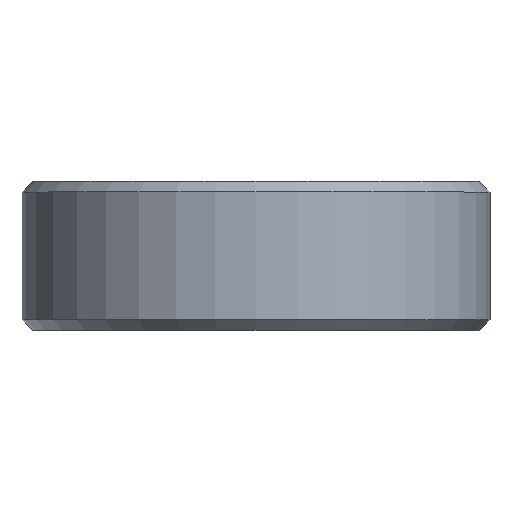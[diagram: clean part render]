
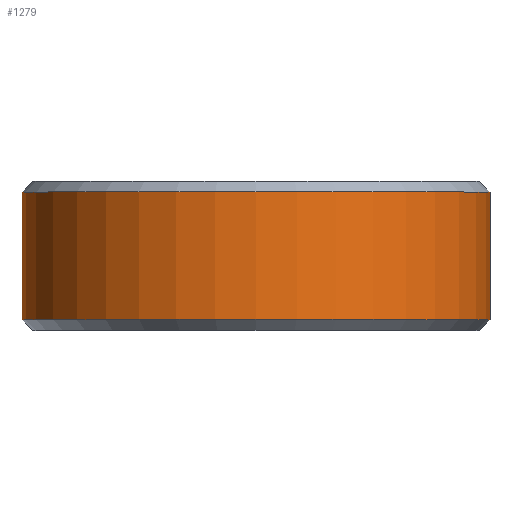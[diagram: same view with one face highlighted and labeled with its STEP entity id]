
A CAD part, top view. The second image highlights one B-rep face of the part: STEP entity #1279.
In plain terms, the highlighted cylindrical face has radius 11 mm (diameter 22 mm), a full revolution.
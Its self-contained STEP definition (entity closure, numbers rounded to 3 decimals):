
#4 = EDGE_LOOP ( 'NONE', ( #321 ) ) ;
#73 = CARTESIAN_POINT ( 'NONE',  ( 0., 3., 0. ) ) ;
#321 = ORIENTED_EDGE ( 'NONE', *, *, #704, .T. ) ;
#441 = CIRCLE ( 'NONE', #494, 11. ) ;
#465 = EDGE_CURVE ( 'NONE', #1951, #1951, #441, .T. ) ;
#494 = AXIS2_PLACEMENT_3D ( 'NONE', #73, #1890, #2047 ) ;
#613 = CYLINDRICAL_SURFACE ( 'NONE', #1524, 11. ) ;
#704 = EDGE_CURVE ( 'NONE', #1445, #1445, #1360, .T. ) ;
#744 = EDGE_LOOP ( 'NONE', ( #1170 ) ) ;
#815 = FACE_OUTER_BOUND ( 'NONE', #4, .T. ) ;
#910 = CARTESIAN_POINT ( 'NONE',  ( 0., -3., 0. ) ) ;
#915 = FACE_OUTER_BOUND ( 'NONE', #744, .T. ) ;
#917 = DIRECTION ( 'NONE',  ( 0., 0., 1. ) ) ;
#1170 = ORIENTED_EDGE ( 'NONE', *, *, #465, .T. ) ;
#1182 = CARTESIAN_POINT ( 'NONE',  ( 0., -3.5, 0. ) ) ;
#1241 = DIRECTION ( 'NONE',  ( 0., 1., 0. ) ) ;
#1279 = ADVANCED_FACE ( 'NONE', ( #815, #915 ), #613, .T. ) ;
#1323 = CARTESIAN_POINT ( 'NONE',  ( 0., -3., 11. ) ) ;
#1325 = DIRECTION ( 'NONE',  ( 0., 1., 0. ) ) ;
#1360 = CIRCLE ( 'NONE', #1390, 11. ) ;
#1390 = AXIS2_PLACEMENT_3D ( 'NONE', #910, #1241, #917 ) ;
#1445 = VERTEX_POINT ( 'NONE', #1323 ) ;
#1524 = AXIS2_PLACEMENT_3D ( 'NONE', #1182, #1325, #1812 ) ;
#1812 = DIRECTION ( 'NONE',  ( 0., 0., 1. ) ) ;
#1822 = CARTESIAN_POINT ( 'NONE',  ( 0., 3., 11. ) ) ;
#1890 = DIRECTION ( 'NONE',  ( 0., -1., 0. ) ) ;
#1951 = VERTEX_POINT ( 'NONE', #1822 ) ;
#2047 = DIRECTION ( 'NONE',  ( 0., 0., 1. ) ) ;
